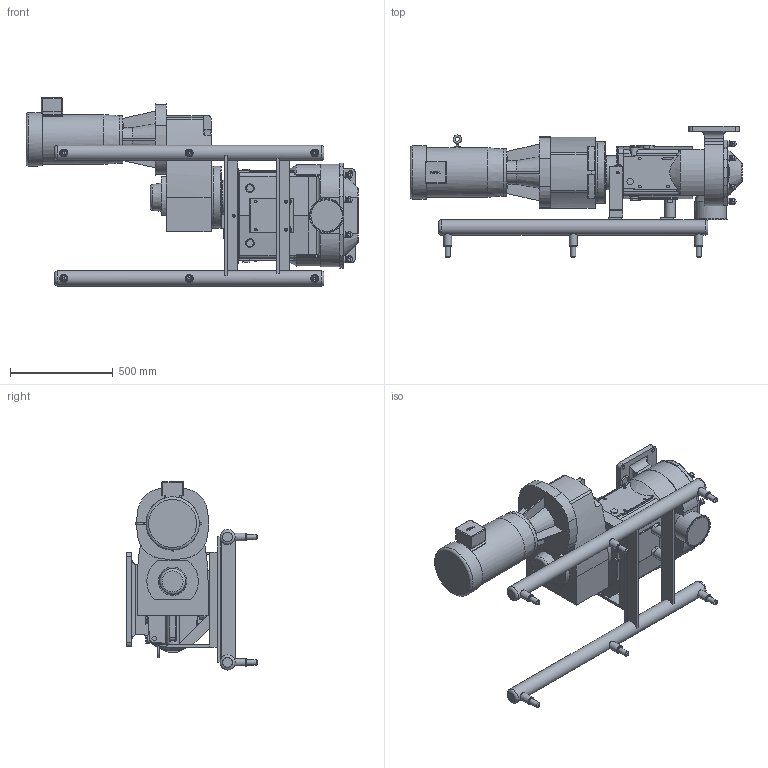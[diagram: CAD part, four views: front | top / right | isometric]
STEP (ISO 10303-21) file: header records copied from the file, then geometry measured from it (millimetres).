
FILE_DESCRIPTION(/* description */ (''),/* implementation_level */ '2;1');
FILE_NAME(/* name */ 'U2_324U2_215TC_(4.25 x 12.70)x6_S-Line_10HP_SIDE_SM.stp',/* time_stamp */ '2021-05-24T18:38:52+05:00',/* author */ ('trtmhr'),/* organization */ (''),/* preprocessor_version */ 'ST-DEVELOPER v18.1',/* originating_system */ 'Autodesk Inventor 2020',/* authorisation */ '');
FILE_SCHEMA (('AUTOMOTIVE_DESIGN { 1 0 10303 214 3 1 1 }'));
Length unit declared in the file: inch
Products named in the file (1): U2_324U2_215TC_(4.25 x 12.70)x6_S-Line_10HP_SIDE_SM
Bounding box: 1612.34 x 635.83 x 913.04 mm (x, y, z)
Volume: 153545983.2 mm3; surface area: 4225539.6 mm2
Topology: 6 solids, 6 shells, 1027 faces, 2672 edges, 1730 vertices
Faces by surface type: plane 523, cylinder 262, bspline 105, torus 74, cone 47, sphere 16
Full cylindrical faces by diameter (mm): 2.54 x2, 5.08 x1, 6.39 x1, 7.62 x2, 7.798 x1, 10.719 x1, 12.141 x1, 12.395 x5, 12.7 x8, 14.224 x2, 14.3 x3, 17.526 x6, 23.012 x8, 25.4 x6, 29.083 x8, 38.1 x10, 50.8 x2, 152.4 x1, 154.483 x1, 166.878 x1, 232.994 x1, 241.579 x1, 258.572 x1, 299.974 x1, 299.999 x1
Entity records: 35200 total; most frequent: CARTESIAN_POINT 10010, ORIENTED_EDGE 5326, DIRECTION 5057, EDGE_CURVE 2663, AXIS2_PLACEMENT_3D 1800, VERTEX_POINT 1730, LINE 1457, VECTOR 1457
